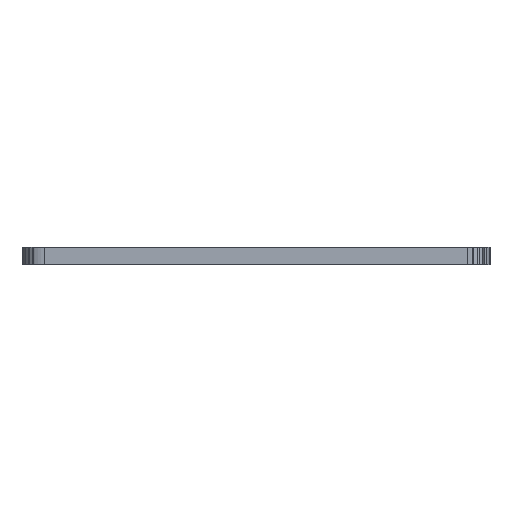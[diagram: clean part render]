
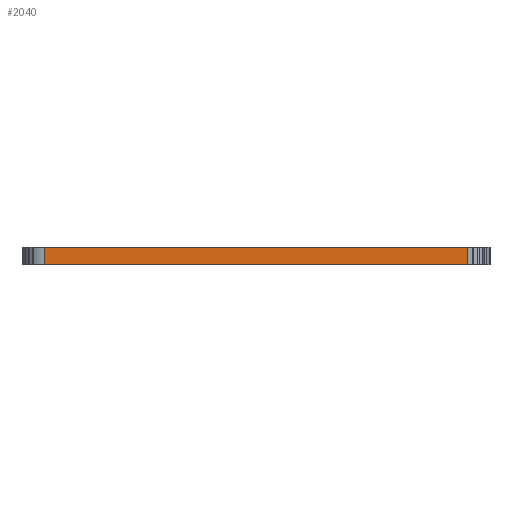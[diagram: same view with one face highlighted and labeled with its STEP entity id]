
A CAD part, left-side view. The second image highlights one B-rep face of the part: STEP entity #2040.
In plain terms, the highlighted planar face has unit normal (-1, 0, 0).
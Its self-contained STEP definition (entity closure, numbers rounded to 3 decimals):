
#100=PLANE('',#2191);
#174=FACE_OUTER_BOUND('',#280,.T.);
#280=EDGE_LOOP('',(#1501,#1502,#1503,#1504));
#426=LINE('',#3268,#616);
#427=LINE('',#3271,#617);
#428=LINE('',#3273,#618);
#429=LINE('',#3274,#619);
#616=VECTOR('',#2521,10.);
#617=VECTOR('',#2524,10.);
#618=VECTOR('',#2525,10.);
#619=VECTOR('',#2526,10.);
#891=VERTEX_POINT('',#3264);
#892=VERTEX_POINT('',#3266);
#893=VERTEX_POINT('',#3270);
#894=VERTEX_POINT('',#3272);
#1144=EDGE_CURVE('',#891,#892,#426,.T.);
#1145=EDGE_CURVE('',#891,#893,#427,.T.);
#1146=EDGE_CURVE('',#894,#892,#428,.T.);
#1147=EDGE_CURVE('',#893,#894,#429,.T.);
#1501=ORIENTED_EDGE('',*,*,#1145,.F.);
#1502=ORIENTED_EDGE('',*,*,#1144,.T.);
#1503=ORIENTED_EDGE('',*,*,#1146,.F.);
#1504=ORIENTED_EDGE('',*,*,#1147,.F.);
#2040=ADVANCED_FACE('',(#174),#100,.T.);
#2191=AXIS2_PLACEMENT_3D('',#3269,#2522,#2523);
#2521=DIRECTION('',(0.,0.,1.));
#2522=DIRECTION('center_axis',(-1.,0.,0.));
#2523=DIRECTION('ref_axis',(0.,-1.,0.));
#2524=DIRECTION('',(0.,1.,0.));
#2525=DIRECTION('',(0.,-1.,0.));
#2526=DIRECTION('',(0.,0.,1.));
#3264=CARTESIAN_POINT('',(-61.15,-19.15,8.21));
#3266=CARTESIAN_POINT('',(-61.15,-19.15,9.81));
#3268=CARTESIAN_POINT('',(-61.15,-19.15,8.21));
#3269=CARTESIAN_POINT('Origin',(-61.15,19.15,8.21));
#3270=CARTESIAN_POINT('',(-61.15,19.15,8.21));
#3271=CARTESIAN_POINT('',(-61.15,-1.888,8.21));
#3272=CARTESIAN_POINT('',(-61.15,19.15,9.81));
#3273=CARTESIAN_POINT('',(-61.15,-1.888,9.81));
#3274=CARTESIAN_POINT('',(-61.15,19.15,8.21));
